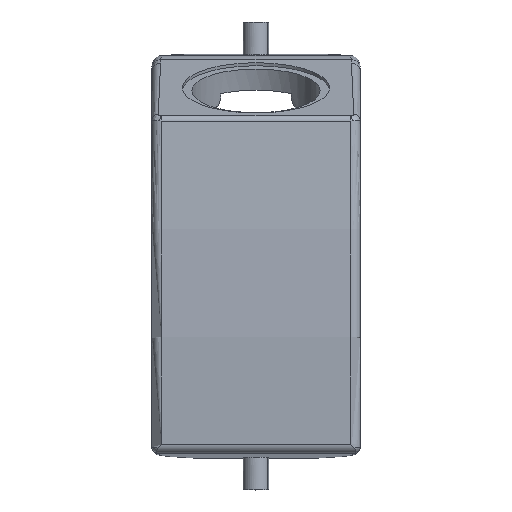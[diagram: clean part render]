
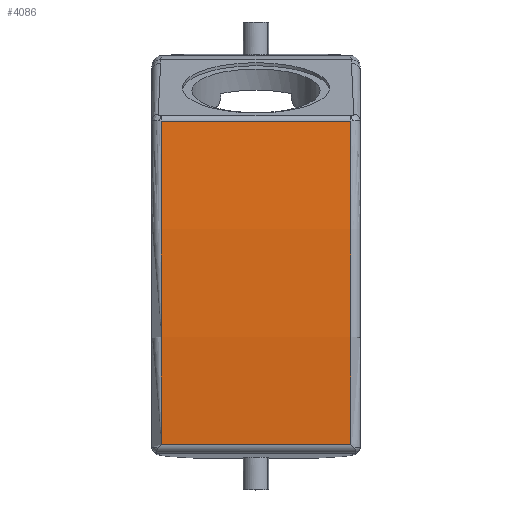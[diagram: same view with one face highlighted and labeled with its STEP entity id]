
A CAD part, top view. The second image highlights one B-rep face of the part: STEP entity #4086.
In plain terms, the highlighted cylindrical face has radius 300 mm (diameter 600 mm), a partial arc.
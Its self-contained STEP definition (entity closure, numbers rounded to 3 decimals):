
#4051=AXIS2_PLACEMENT_3D('Circle Axis2P3D',#4049,#4050,$) ;
#4066=AXIS2_PLACEMENT_3D('Cylinder Axis2P3D',#4063,#4064,#4065) ;
#4077=AXIS2_PLACEMENT_3D('Circle Axis2P3D',#4075,#4076,$) ;
#3131=CARTESIAN_POINT('Line Origine',(8.039,7.015,52.699)) ;
#3135=CARTESIAN_POINT('Vertex',(1.5,7.015,52.699)) ;
#3137=CARTESIAN_POINT('Vertex',(31.,7.015,52.699)) ;
#4046=CARTESIAN_POINT('Vertex',(31.,57.474,52.573)) ;
#4049=CARTESIAN_POINT('Axis2P3D Location',(31.,31.5,-246.3)) ;
#4063=CARTESIAN_POINT('Axis2P3D Location',(16.25,31.5,-246.3)) ;
#4068=CARTESIAN_POINT('Line Origine',(16.25,57.474,52.573)) ;
#4072=CARTESIAN_POINT('Vertex',(1.5,57.474,52.573)) ;
#4075=CARTESIAN_POINT('Axis2P3D Location',(1.5,31.5,-246.3)) ;
#3132=DIRECTION('Vector Direction',(1.,0.,0.)) ;
#4050=DIRECTION('Axis2P3D Direction',(1.,0.,0.)) ;
#4064=DIRECTION('Axis2P3D Direction',(-1.,0.,0.)) ;
#4065=DIRECTION('Axis2P3D XDirection',(0.,-0.17,0.985)) ;
#4069=DIRECTION('Vector Direction',(-1.,0.,0.)) ;
#4076=DIRECTION('Axis2P3D Direction',(-1.,0.,0.)) ;
#3133=VECTOR('Line Direction',#3132,1.) ;
#4070=VECTOR('Line Direction',#4069,1.) ;
#4081=ORIENTED_EDGE('',*,*,#3139,.T.) ;
#4082=ORIENTED_EDGE('',*,*,#4053,.T.) ;
#4083=ORIENTED_EDGE('',*,*,#4074,.T.) ;
#4084=ORIENTED_EDGE('',*,*,#4079,.F.) ;
#4086=ADVANCED_FACE('Hood',(#4085),#4067,.T.) ;
#4052=CIRCLE('generated circle',#4051,300.) ;
#4078=CIRCLE('generated circle',#4077,300.) ;
#4067=CYLINDRICAL_SURFACE('generated cylinder',#4066,300.) ;
#3139=EDGE_CURVE('',#3136,#3138,#3134,.T.) ;
#4053=EDGE_CURVE('',#3138,#4047,#4052,.F.) ;
#4074=EDGE_CURVE('',#4047,#4073,#4071,.T.) ;
#4079=EDGE_CURVE('',#3136,#4073,#4078,.T.) ;
#4080=EDGE_LOOP('',(#4081,#4082,#4083,#4084)) ;
#4085=FACE_OUTER_BOUND('',#4080,.T.) ;
#3134=LINE('Line',#3131,#3133) ;
#4071=LINE('Line',#4068,#4070) ;
#3136=VERTEX_POINT('',#3135) ;
#3138=VERTEX_POINT('',#3137) ;
#4047=VERTEX_POINT('',#4046) ;
#4073=VERTEX_POINT('',#4072) ;
